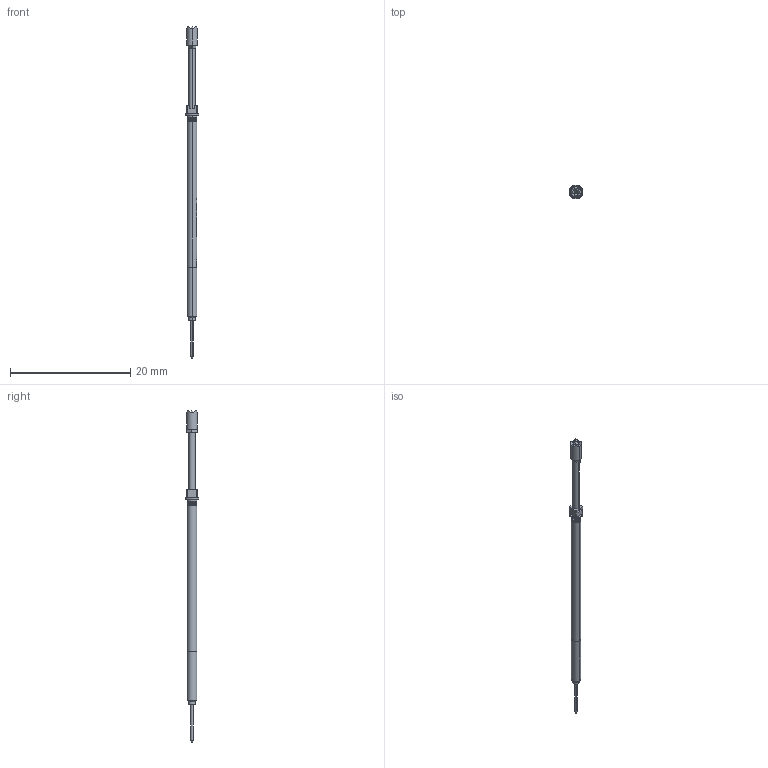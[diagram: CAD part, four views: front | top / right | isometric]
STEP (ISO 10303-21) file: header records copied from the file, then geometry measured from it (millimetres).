
FILE_DESCRIPTION (( 'STEP AP203' ), '1' );
FILE_NAME ('MOD-F37506B180Gxxx.step', '2015-07-09T11:11:19', ( 'firstrun' ), ( 'Hewlett-Packard Company' ), 'SwSTEP 2.0', 'SolidWorks 2012', '' );
FILE_SCHEMA (( 'CONFIG_CONTROL_DESIGN' ));
Length unit declared in the file: millimetre
Products named in the file (1): MOD-F37506B180Gxxx
Bounding box: 2.31 x 2.31 x 55.2 mm (x, y, z)
Volume: 93.7 mm3; surface area: 264.9 mm2
Topology: 1 solids, 1 shells, 235 faces, 593 edges, 379 vertices
Faces by surface type: plane 125, bspline 62, cylinder 34, torus 8, cone 6
Entity records: 10456 total; most frequent: CARTESIAN_POINT 5292, ORIENTED_EDGE 1186, DIRECTION 846, EDGE_CURVE 593, VERTEX_POINT 379, AXIS2_PLACEMENT_3D 308, EDGE_LOOP 254, ADVANCED_FACE 235
